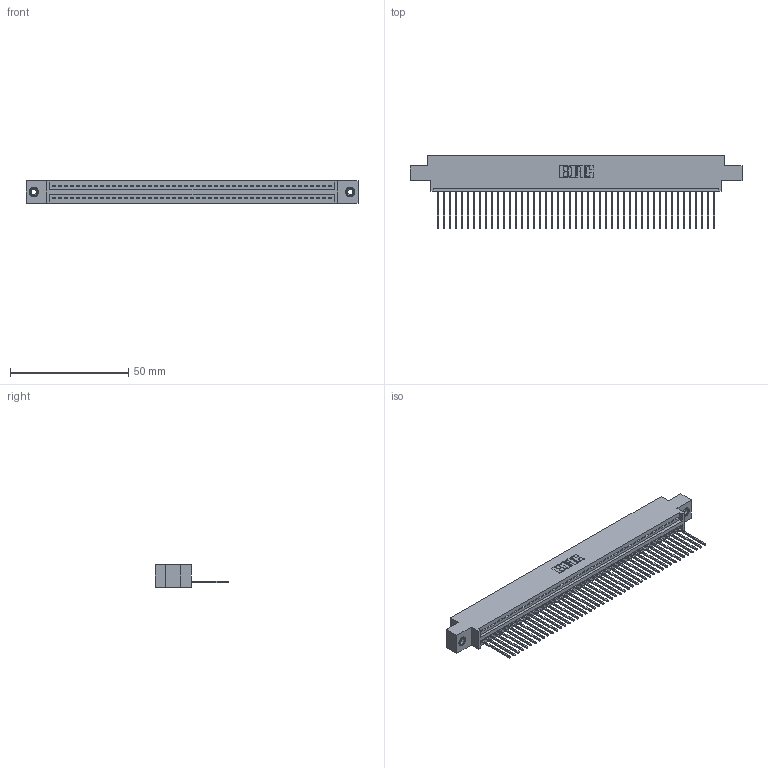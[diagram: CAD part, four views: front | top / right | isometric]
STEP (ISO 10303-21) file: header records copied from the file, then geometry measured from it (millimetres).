
FILE_DESCRIPTION (( 'STEP AP203' ), '1' );
FILE_NAME ('345-047-542-608.STEP', '2018-09-10T15:17:45', ( '' ), ( '' ), 'SwSTEP 2.0', 'SolidWorks 2016', '' );
FILE_SCHEMA (( 'CONFIG_CONTROL_DESIGN' ));
Length unit declared in the file: inch
Products named in the file (4): 345-047-542-608; 345 Part_0.170 Offset - 0.156 Dia-TI; 345-292-001_345-293-142; 345-250-001_345-250-003-102
Assembly tree (50 placements, depth 2):
  345-047-542-608
    345 Part_0.170 Offset - 0.156 Dia-TI
    345-292-001_345-293-142  x47
    345-250-001_345-250-003-102  x2
Bounding box: 140.59 x 31.29 x 9.4 mm (x, y, z)
Volume: 13378.9 mm3; surface area: 18654.3 mm2
Topology: 50 solids, 50 shells, 2916 faces, 8761 edges, 5770 vertices
Faces by surface type: plane 1996, cylinder 904, cone 12, torus 4
Entity records: 36036 total; most frequent: CARTESIAN_POINT 6224, ORIENTED_EDGE 6198, DIRECTION 5455, EDGE_CURVE 3099, LINE 2759, VECTOR 2759, VERTEX_POINT 2060, AXIS2_PLACEMENT_3D 1348
